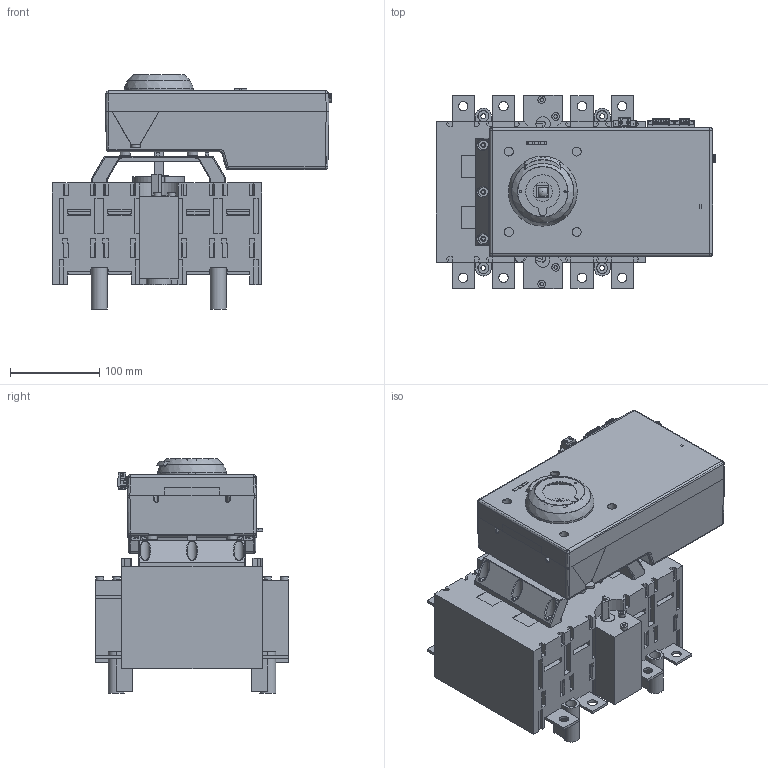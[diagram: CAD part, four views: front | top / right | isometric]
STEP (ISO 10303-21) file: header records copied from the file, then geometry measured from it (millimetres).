
FILE_DESCRIPTION(/* description */ (''),/* implementation_level */ '2;1');
FILE_NAME(/* name */ 'Conmutador CCF-1 + UM-0.stp',/* time_stamp */ '2017-03-14T15:11:00+01:00',/* author */ ('pai'),/* organization */ (''),/* preprocessor_version */ 'ST-DEVELOPER v15.6',/* originating_system */ 'Autodesk Inventor 2015',/* authorisation */ '');
FILE_SCHEMA (('AUTOMOTIVE_DESIGN { 1 0 10303 214 3 1 1 }'));
Products named in the file (1): Conmutador CCF-1 + UM-0
Bounding box: 313.44 x 216 x 262.67 mm (x, y, z)
Volume: 4256038.5 mm3; surface area: 681817 mm2
Topology: 2 solids, 38 shells, 4005 faces, 10795 edges, 6941 vertices
Faces by surface type: plane 3123, cylinder 617, torus 81, bspline 72, sphere 65, cone 47
Full cylindrical faces by diameter (mm): 1.575 x4, 1.9 x16, 2 x8, 2.4 x6, 2.438 x1, 2.5 x4, 2.9 x18, 2.95 x2, 3 x4, 3.75 x2, 3.8 x14, 3.89 x6, 4 x4, 4.039 x1, 5.5 x18, 6 x2, 6.096 x1, 8.23 x1, 8.5 x4, 9.8 x1, 10 x4, 10.5 x14, 11 x6, 12 x4, 16 x2, 18 x4, 20.373 x1, 21.581 x1, 22 x2, 56 x1
Entity records: 129932 total; most frequent: CARTESIAN_POINT 26941, ORIENTED_EDGE 20819, DIRECTION 19724, EDGE_CURVE 10445, LINE 8594, VECTOR 8594, VERTEX_POINT 6859, AXIS2_PLACEMENT_3D 5565
